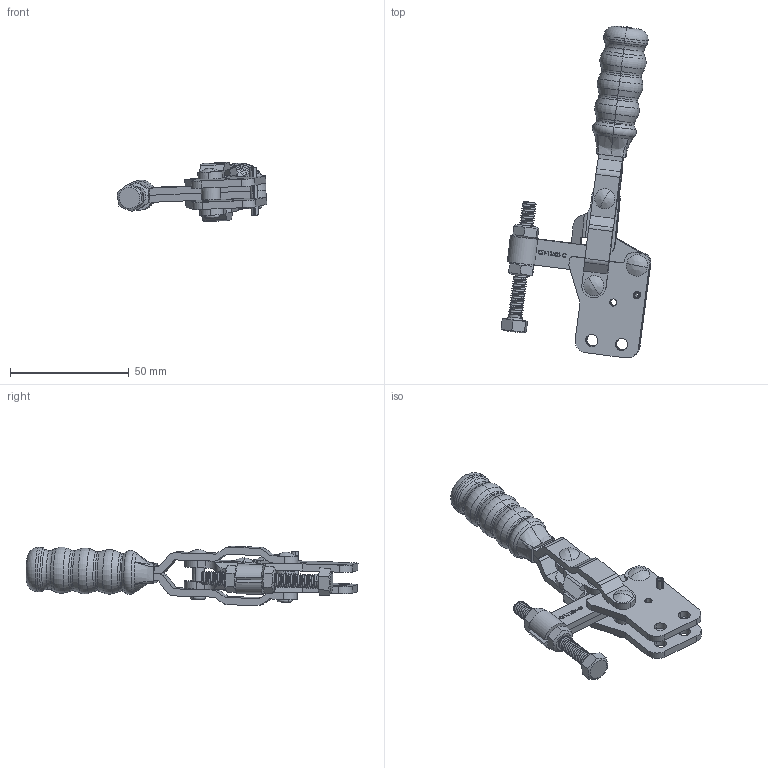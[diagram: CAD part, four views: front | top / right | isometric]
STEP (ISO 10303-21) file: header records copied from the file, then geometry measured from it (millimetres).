
FILE_DESCRIPTION (( 'STEP AP203' ), '1' );
FILE_NAME ('CH-11501-C.STEP', '2012-09-26T06:14:36', ( '微软用户' ), ( '微软中国' ), 'SwSTEP 2.0', 'SolidWorks 2010', '' );
FILE_SCHEMA (( 'CONFIG_CONTROL_DESIGN' ));
Length unit declared in the file: millimetre
Products named in the file (12): CH-11501-C-02 BAR; CH-11502-B-07; CH-11501-B-01 STRAIGHT BASE; CH-11502-B-08; CH-SA-065010 SPINDLE SUPPLIED; CH-11501-C; CH-11502-B-03 HANDLE; CH-11502-B-09; CH-11502-B-06; M6 Nut; CH-11502-B-04 CONNECTING-PLATE; CH-11502-B-05
Assembly tree (14 placements, depth 2):
  CH-11501-C
    CH-11501-B-01 STRAIGHT BASE
    CH-11502-B-09
    CH-11502-B-04 CONNECTING-PLATE
    CH-11502-B-06
    M6 Nut  x2
    CH-11502-B-07  x2
    CH-11502-B-08  x2
    CH-11502-B-05
    CH-11501-C-02 BAR
    CH-SA-065010 SPINDLE SUPPLIED
    CH-11502-B-03 HANDLE
Bounding box: 63.16 x 139.99 x 24.98 mm (x, y, z)
Volume: 32849.1 mm3; surface area: 27602.7 mm2
Topology: 18 solids, 18 shells, 514 faces, 1329 edges, 847 vertices
Faces by surface type: plane 189, cylinder 156, cone 72, bspline 59, torus 38
Entity records: 29896 total; most frequent: CARTESIAN_POINT 17653, ORIENTED_EDGE 2320, DIRECTION 2181, EDGE_CURVE 1160, AXIS2_PLACEMENT_3D 788, VERTEX_POINT 751, VECTOR 605, LINE 605
